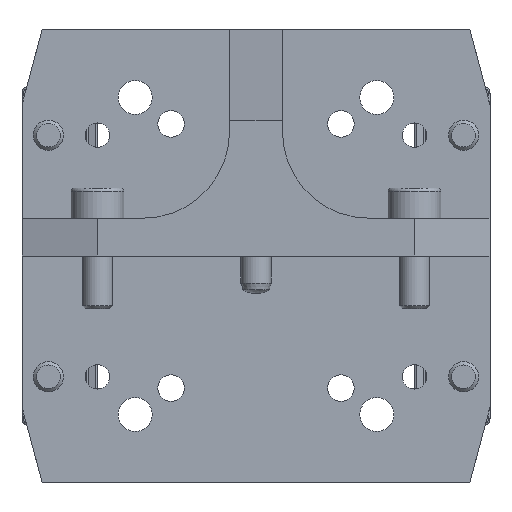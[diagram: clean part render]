
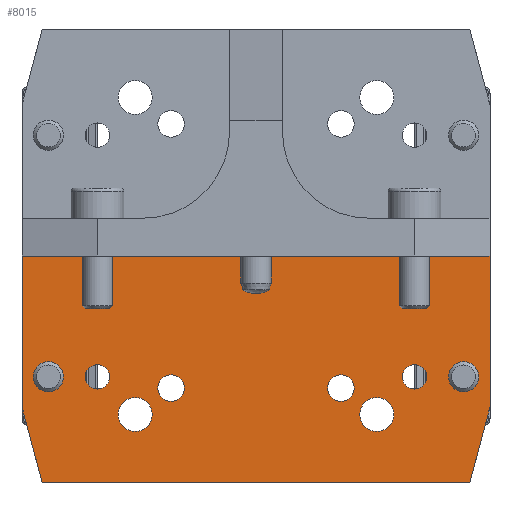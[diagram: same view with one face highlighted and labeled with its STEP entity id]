
A CAD part, front view. The second image highlights one B-rep face of the part: STEP entity #8015.
In plain terms, the highlighted planar face has unit normal (0, -1, 0).
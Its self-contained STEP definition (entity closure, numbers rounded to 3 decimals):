
#387=FACE_BOUND('',#1452,.T.);
#388=FACE_BOUND('',#1453,.T.);
#389=FACE_BOUND('',#1454,.T.);
#390=FACE_BOUND('',#1455,.T.);
#391=FACE_BOUND('',#1456,.T.);
#392=FACE_BOUND('',#1457,.T.);
#393=FACE_BOUND('',#1458,.T.);
#394=FACE_BOUND('',#1459,.T.);
#541=PLANE('',#8958);
#958=FACE_OUTER_BOUND('',#1451,.T.);
#1451=EDGE_LOOP('',(#6806,#6807,#6808,#6809,#6810,#6811));
#1452=EDGE_LOOP('',(#6812));
#1453=EDGE_LOOP('',(#6813));
#1454=EDGE_LOOP('',(#6814,#6815));
#1455=EDGE_LOOP('',(#6816,#6817));
#1456=EDGE_LOOP('',(#6818));
#1457=EDGE_LOOP('',(#6819));
#1458=EDGE_LOOP('',(#6820,#6821));
#1459=EDGE_LOOP('',(#6822,#6823));
#1910=LINE('',#15000,#2365);
#1917=LINE('',#15012,#2372);
#1922=LINE('',#15037,#2377);
#1926=LINE('',#15052,#2381);
#1928=LINE('',#15056,#2383);
#1929=LINE('',#15057,#2384);
#2365=VECTOR('',#11166,10.);
#2372=VECTOR('',#11175,10.);
#2377=VECTOR('',#11200,10.);
#2381=VECTOR('',#11216,10.);
#2383=VECTOR('',#11220,10.);
#2384=VECTOR('',#11221,10.);
#2439=CIRCLE('',#8121,2.);
#2604=CIRCLE('',#8433,2.);
#2846=CIRCLE('',#8908,1.75);
#2847=CIRCLE('',#8909,1.75);
#2852=CIRCLE('',#8917,1.75);
#2853=CIRCLE('',#8918,1.75);
#2875=CIRCLE('',#8959,1.621);
#2876=CIRCLE('',#8960,1.621);
#2877=CIRCLE('',#8961,2.25);
#2878=CIRCLE('',#8962,2.25);
#2879=CIRCLE('',#8963,2.25);
#2880=CIRCLE('',#8964,2.25);
#2948=VERTEX_POINT('',#11521);
#3178=VERTEX_POINT('',#12967);
#3552=VERTEX_POINT('',#14921);
#3553=VERTEX_POINT('',#14922);
#3558=VERTEX_POINT('',#14939);
#3559=VERTEX_POINT('',#14940);
#3576=VERTEX_POINT('',#14997);
#3577=VERTEX_POINT('',#14999);
#3581=VERTEX_POINT('',#15010);
#3591=VERTEX_POINT('',#15035);
#3596=VERTEX_POINT('',#15051);
#3597=VERTEX_POINT('',#15055);
#3598=VERTEX_POINT('',#15058);
#3599=VERTEX_POINT('',#15060);
#3600=VERTEX_POINT('',#15062);
#3601=VERTEX_POINT('',#15063);
#3602=VERTEX_POINT('',#15066);
#3603=VERTEX_POINT('',#15067);
#3687=EDGE_CURVE('',#2948,#2948,#2439,.T.);
#4055=EDGE_CURVE('',#3178,#3178,#2604,.T.);
#4630=EDGE_CURVE('',#3552,#3553,#2846,.T.);
#4631=EDGE_CURVE('',#3553,#3552,#2847,.T.);
#4639=EDGE_CURVE('',#3558,#3559,#2852,.T.);
#4640=EDGE_CURVE('',#3559,#3558,#2853,.T.);
#4668=EDGE_CURVE('',#3577,#3576,#1910,.T.);
#4675=EDGE_CURVE('',#3576,#3581,#1917,.T.);
#4688=EDGE_CURVE('',#3581,#3591,#1922,.T.);
#4695=EDGE_CURVE('',#3596,#3591,#1926,.T.);
#4697=EDGE_CURVE('',#3596,#3597,#1928,.T.);
#4698=EDGE_CURVE('',#3577,#3597,#1929,.T.);
#4699=EDGE_CURVE('',#3598,#3598,#2875,.T.);
#4700=EDGE_CURVE('',#3599,#3599,#2876,.T.);
#4701=EDGE_CURVE('',#3600,#3601,#2877,.T.);
#4702=EDGE_CURVE('',#3601,#3600,#2878,.T.);
#4703=EDGE_CURVE('',#3602,#3603,#2879,.T.);
#4704=EDGE_CURVE('',#3603,#3602,#2880,.T.);
#6806=ORIENTED_EDGE('',*,*,#4695,.F.);
#6807=ORIENTED_EDGE('',*,*,#4697,.T.);
#6808=ORIENTED_EDGE('',*,*,#4698,.F.);
#6809=ORIENTED_EDGE('',*,*,#4668,.T.);
#6810=ORIENTED_EDGE('',*,*,#4675,.T.);
#6811=ORIENTED_EDGE('',*,*,#4688,.T.);
#6812=ORIENTED_EDGE('',*,*,#3687,.T.);
#6813=ORIENTED_EDGE('',*,*,#4055,.T.);
#6814=ORIENTED_EDGE('',*,*,#4630,.T.);
#6815=ORIENTED_EDGE('',*,*,#4631,.T.);
#6816=ORIENTED_EDGE('',*,*,#4639,.T.);
#6817=ORIENTED_EDGE('',*,*,#4640,.T.);
#6818=ORIENTED_EDGE('',*,*,#4699,.T.);
#6819=ORIENTED_EDGE('',*,*,#4700,.T.);
#6820=ORIENTED_EDGE('',*,*,#4701,.T.);
#6821=ORIENTED_EDGE('',*,*,#4702,.T.);
#6822=ORIENTED_EDGE('',*,*,#4703,.T.);
#6823=ORIENTED_EDGE('',*,*,#4704,.T.);
#8015=ADVANCED_FACE('',(#958,#387,#388,#389,#390,#391,#392,#393,#394),#541,
 .T.);
#8121=AXIS2_PLACEMENT_3D('',#11523,#9143,#9144);
#8433=AXIS2_PLACEMENT_3D('',#12969,#9901,#9902);
#8908=AXIS2_PLACEMENT_3D('',#14923,#11080,#11081);
#8909=AXIS2_PLACEMENT_3D('',#14924,#11082,#11083);
#8917=AXIS2_PLACEMENT_3D('',#14941,#11101,#11102);
#8918=AXIS2_PLACEMENT_3D('',#14942,#11103,#11104);
#8958=AXIS2_PLACEMENT_3D('',#15054,#11218,#11219);
#8959=AXIS2_PLACEMENT_3D('',#15059,#11222,#11223);
#8960=AXIS2_PLACEMENT_3D('',#15061,#11224,#11225);
#8961=AXIS2_PLACEMENT_3D('',#15064,#11226,#11227);
#8962=AXIS2_PLACEMENT_3D('',#15065,#11228,#11229);
#8963=AXIS2_PLACEMENT_3D('',#15068,#11230,#11231);
#8964=AXIS2_PLACEMENT_3D('',#15069,#11232,#11233);
#9143=DIRECTION('center_axis',(0.,1.,0.));
#9144=DIRECTION('ref_axis',(1.,0.,0.));
#9901=DIRECTION('center_axis',(0.,1.,0.));
#9902=DIRECTION('ref_axis',(1.,0.,0.));
#11080=DIRECTION('center_axis',(0.,1.,0.));
#11081=DIRECTION('ref_axis',(1.,0.,0.));
#11082=DIRECTION('center_axis',(0.,1.,0.));
#11083=DIRECTION('ref_axis',(1.,0.,0.));
#11101=DIRECTION('center_axis',(0.,1.,0.));
#11102=DIRECTION('ref_axis',(1.,0.,0.));
#11103=DIRECTION('center_axis',(0.,1.,0.));
#11104=DIRECTION('ref_axis',(1.,0.,0.));
#11166=DIRECTION('',(0.,0.,1.));
#11175=DIRECTION('',(-1.,0.,0.));
#11200=DIRECTION('',(0.,0.,-1.));
#11216=DIRECTION('',(-0.259,0.,0.966));
#11218=DIRECTION('center_axis',(0.,-1.,0.));
#11219=DIRECTION('ref_axis',(1.,0.,0.));
#11220=DIRECTION('',(1.,0.,0.));
#11221=DIRECTION('',(-0.259,0.,-0.966));
#11222=DIRECTION('center_axis',(0.,1.,0.));
#11223=DIRECTION('ref_axis',(-1.,0.,0.));
#11224=DIRECTION('center_axis',(0.,1.,0.));
#11225=DIRECTION('ref_axis',(-1.,0.,0.));
#11226=DIRECTION('center_axis',(0.,1.,0.));
#11227=DIRECTION('ref_axis',(1.,0.,0.));
#11228=DIRECTION('center_axis',(0.,1.,0.));
#11229=DIRECTION('ref_axis',(1.,0.,0.));
#11230=DIRECTION('center_axis',(0.,1.,0.));
#11231=DIRECTION('ref_axis',(1.,0.,0.));
#11232=DIRECTION('center_axis',(0.,1.,0.));
#11233=DIRECTION('ref_axis',(1.,0.,0.));
#11521=CARTESIAN_POINT('',(-29.5,-5.,14.));
#11523=CARTESIAN_POINT('Origin',(-27.5,-5.,14.));
#12967=CARTESIAN_POINT('',(25.5,-5.,14.));
#12969=CARTESIAN_POINT('Origin',(27.5,-5.,14.));
#14921=CARTESIAN_POINT('',(13.,-5.,12.5));
#14922=CARTESIAN_POINT('',(9.5,-5.,12.5));
#14923=CARTESIAN_POINT('Origin',(11.25,-5.,12.5));
#14924=CARTESIAN_POINT('Origin',(11.25,-5.,12.5));
#14939=CARTESIAN_POINT('',(-9.5,-5.,12.5));
#14940=CARTESIAN_POINT('',(-13.,-5.,12.5));
#14941=CARTESIAN_POINT('Origin',(-11.25,-5.,12.5));
#14942=CARTESIAN_POINT('Origin',(-11.25,-5.,12.5));
#14997=CARTESIAN_POINT('',(31.,-5.,30.));
#14999=CARTESIAN_POINT('',(31.,-5.,10.));
#15000=CARTESIAN_POINT('',(31.,-5.,0.));
#15010=CARTESIAN_POINT('',(-31.,-5.,30.));
#15012=CARTESIAN_POINT('',(-15.5,-5.,30.));
#15035=CARTESIAN_POINT('',(-31.,-5.,10.));
#15037=CARTESIAN_POINT('',(-31.,-5.,60.));
#15051=CARTESIAN_POINT('',(-28.321,-5.,0.));
#15052=CARTESIAN_POINT('',(-31.792,-5.,12.955));
#15054=CARTESIAN_POINT('Origin',(0.,-5.,30.));
#15055=CARTESIAN_POINT('',(28.321,-5.,0.));
#15056=CARTESIAN_POINT('',(-31.,-5.,0.));
#15057=CARTESIAN_POINT('',(31.792,-5.,12.955));
#15058=CARTESIAN_POINT('',(-19.379,-5.,14.));
#15059=CARTESIAN_POINT('Origin',(-21.,-5.,14.));
#15060=CARTESIAN_POINT('',(22.621,-5.,14.));
#15061=CARTESIAN_POINT('Origin',(21.,-5.,14.));
#15062=CARTESIAN_POINT('',(18.25,-5.,9.));
#15063=CARTESIAN_POINT('',(13.75,-5.,9.));
#15064=CARTESIAN_POINT('Origin',(16.,-5.,9.));
#15065=CARTESIAN_POINT('Origin',(16.,-5.,9.));
#15066=CARTESIAN_POINT('',(-13.75,-5.,9.));
#15067=CARTESIAN_POINT('',(-18.25,-5.,9.));
#15068=CARTESIAN_POINT('Origin',(-16.,-5.,9.));
#15069=CARTESIAN_POINT('Origin',(-16.,-5.,9.));
